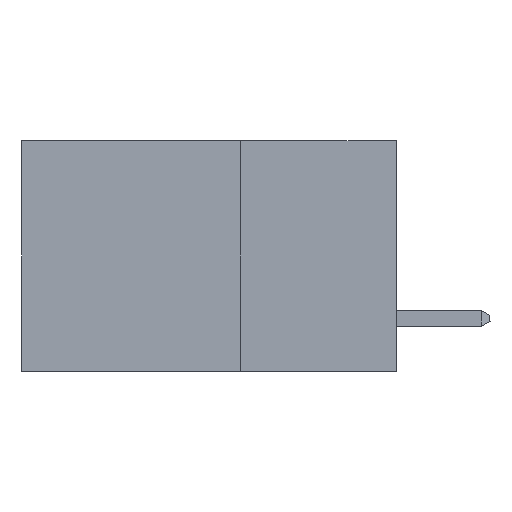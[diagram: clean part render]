
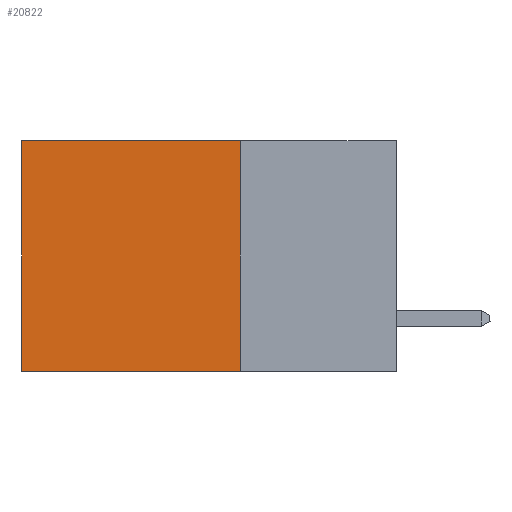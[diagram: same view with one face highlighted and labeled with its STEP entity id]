
A CAD part, left-side view. The second image highlights one B-rep face of the part: STEP entity #20822.
In plain terms, the highlighted planar face has unit normal (-1, 0, 0).
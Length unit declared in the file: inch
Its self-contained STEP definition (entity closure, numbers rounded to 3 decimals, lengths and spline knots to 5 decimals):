
#1024 = DIRECTION ( 'NONE',  ( 0., 0., -1. ) ) ;
#1206 = FACE_OUTER_BOUND ( 'NONE', #10699, .T. ) ;
#1908 = VECTOR ( 'NONE', #13443, 39.37008 ) ;
#4332 = CARTESIAN_POINT ( 'NONE',  ( 0.298, 0.25, -0.37 ) ) ;
#4366 = CARTESIAN_POINT ( 'NONE',  ( 0.298, 0.25, -0.37 ) ) ;
#4473 = PLANE ( 'NONE',  #5948 ) ;
#5916 = ORIENTED_EDGE ( 'NONE', *, *, #26427, .T. ) ;
#5948 = AXIS2_PLACEMENT_3D ( 'NONE', #22607, #27102, #13590 ) ;
#6642 = DIRECTION ( 'NONE',  ( 0., 1., 0. ) ) ;
#7682 = EDGE_CURVE ( 'NONE', #20634, #8616, #7955, .T. ) ;
#7955 = LINE ( 'NONE', #28185, #25279 ) ;
#7983 = EDGE_CURVE ( 'NONE', #8616, #20656, #16809, .T. ) ;
#8445 = CARTESIAN_POINT ( 'NONE',  ( 0.298, 0.6, -0.37 ) ) ;
#8616 = VERTEX_POINT ( 'NONE', #4332 ) ;
#8664 = ORIENTED_EDGE ( 'NONE', *, *, #27311, .T. ) ;
#9139 = ORIENTED_EDGE ( 'NONE', *, *, #7682, .F. ) ;
#10234 = CARTESIAN_POINT ( 'NONE',  ( 0.298, 0.6, 0. ) ) ;
#10699 = EDGE_LOOP ( 'NONE', ( #8664, #12329, #9139, #5916 ) ) ;
#10780 = VECTOR ( 'NONE', #6642, 39.37008 ) ;
#11203 = VERTEX_POINT ( 'NONE', #10234 ) ;
#12329 = ORIENTED_EDGE ( 'NONE', *, *, #7983, .F. ) ;
#13443 = DIRECTION ( 'NONE',  ( 0., 1., 0. ) ) ;
#13590 = DIRECTION ( 'NONE',  ( 0., 0., -1. ) ) ;
#15624 = CARTESIAN_POINT ( 'NONE',  ( 0.298, 0.25, 0. ) ) ;
#16809 = LINE ( 'NONE', #4366, #10780 ) ;
#19157 = DIRECTION ( 'NONE',  ( 0., 0., -1. ) ) ;
#20634 = VERTEX_POINT ( 'NONE', #28681 ) ;
#20656 = VERTEX_POINT ( 'NONE', #8445 ) ;
#20822 = ADVANCED_FACE ( 'NONE', ( #1206 ), #4473, .F. ) ;
#22607 = CARTESIAN_POINT ( 'NONE',  ( 0.298, 0.25, 0. ) ) ;
#23818 = VECTOR ( 'NONE', #19157, 39.37008 ) ;
#24503 = LINE ( 'NONE', #28088, #23818 ) ;
#25279 = VECTOR ( 'NONE', #1024, 39.37008 ) ;
#26427 = EDGE_CURVE ( 'NONE', #20634, #11203, #26682, .T. ) ;
#26682 = LINE ( 'NONE', #15624, #1908 ) ;
#27102 = DIRECTION ( 'NONE',  ( 1., 0., 0. ) ) ;
#27311 = EDGE_CURVE ( 'NONE', #11203, #20656, #24503, .T. ) ;
#28088 = CARTESIAN_POINT ( 'NONE',  ( 0.298, 0.6, 0. ) ) ;
#28185 = CARTESIAN_POINT ( 'NONE',  ( 0.298, 0.25, 0. ) ) ;
#28681 = CARTESIAN_POINT ( 'NONE',  ( 0.298, 0.25, 0. ) ) ;
